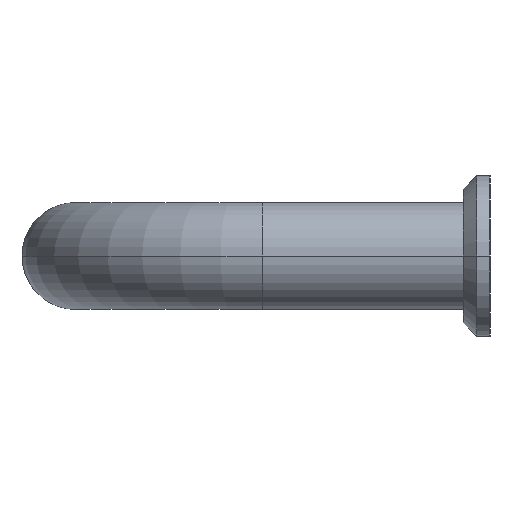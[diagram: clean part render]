
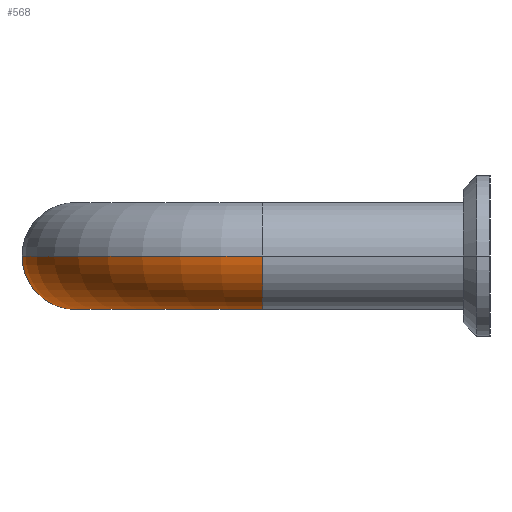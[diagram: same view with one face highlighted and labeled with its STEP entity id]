
A CAD part, left-side view. The second image highlights one B-rep face of the part: STEP entity #568.
In plain terms, the highlighted toroidal (fillet/blend) face has major radius 14 mm and minor radius 4 mm.
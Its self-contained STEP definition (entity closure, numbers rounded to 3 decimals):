
#364=EDGE_CURVE('',#692,#470,#879,.T.);
#468=EDGE_CURVE('',#692,#606,#991,.T.);
#470=VERTEX_POINT('',#993);
#476=EDGE_CURVE('',#470,#536,#999,.T.);
#486=EDGE_CURVE('',#536,#602,#1009,.T.);
#526=EDGE_CURVE('',#602,#606,#1052,.T.);
#536=VERTEX_POINT('',#1065);
#568=ADVANCED_FACE('',(#1101),#1102,.T.);
#602=VERTEX_POINT('',#1139);
#606=VERTEX_POINT('',#1143);
#692=VERTEX_POINT('',#1252);
#879=CIRCLE('',#1468,10.0);
#991=CIRCLE('',#1626,4.0);
#993=CARTESIAN_POINT('',(14.0,27.0,0.));
#999=CIRCLE('',#1637,4.0);
#1009=CIRCLE('',#1651,4.0);
#1052=CIRCLE('',#1711,18.0);
#1065=CARTESIAN_POINT('',(14.0,31.0,-4.0));
#1101=FACE_OUTER_BOUND('',#1773,.T.);
#1102=TOROIDAL_SURFACE('',#1774,14.0,4.0);
#1139=CARTESIAN_POINT('',(14.0,35.0,0.));
#1143=CARTESIAN_POINT('',(-4.0,17.0,0.));
#1252=CARTESIAN_POINT('',(4.0,17.0,0.0));
#1468=AXIS2_PLACEMENT_3D('',#2168,#2169,#2170);
#1626=AXIS2_PLACEMENT_3D('',#2297,#2298,#2299);
#1637=AXIS2_PLACEMENT_3D('',#2306,#2307,#2308);
#1651=AXIS2_PLACEMENT_3D('',#2313,#2314,#2315);
#1711=AXIS2_PLACEMENT_3D('',#2368,#2369,#2370);
#1773=EDGE_LOOP('',(#2426,#2427,#2428,#2429,#2430));
#1774=AXIS2_PLACEMENT_3D('',#2431,#2432,#2433);
#2168=CARTESIAN_POINT('',(14.0,17.0,0.));
#2169=DIRECTION('',(0.0,0.0,-1.0));
#2170=DIRECTION('',(1.0,0.0,0.0));
#2297=CARTESIAN_POINT('',(0.0,17.0,0.0));
#2298=DIRECTION('',(-0.0,1.0,0.0));
#2299=DIRECTION('',(1.0,0.0,0.0));
#2306=CARTESIAN_POINT('',(14.0,31.0,0.0));
#2307=DIRECTION('',(1.0,0.0,0.0));
#2308=DIRECTION('',(0.0,1.0,0.0));
#2313=CARTESIAN_POINT('',(14.0,31.0,0.0));
#2314=DIRECTION('',(1.0,0.0,0.0));
#2315=DIRECTION('',(0.0,1.0,0.0));
#2368=CARTESIAN_POINT('',(14.0,17.0,0.));
#2369=DIRECTION('',(0.0,0.0,1.0));
#2370=DIRECTION('',(1.0,0.0,0.0));
#2426=ORIENTED_EDGE('',*,*,#526,.F.);
#2427=ORIENTED_EDGE('',*,*,#486,.F.);
#2428=ORIENTED_EDGE('',*,*,#476,.F.);
#2429=ORIENTED_EDGE('',*,*,#364,.F.);
#2430=ORIENTED_EDGE('',*,*,#468,.T.);
#2431=CARTESIAN_POINT('',(14.0,17.0,0.0));
#2432=DIRECTION('',(0.0,0.0,1.0));
#2433=DIRECTION('',(1.0,0.0,0.0));
